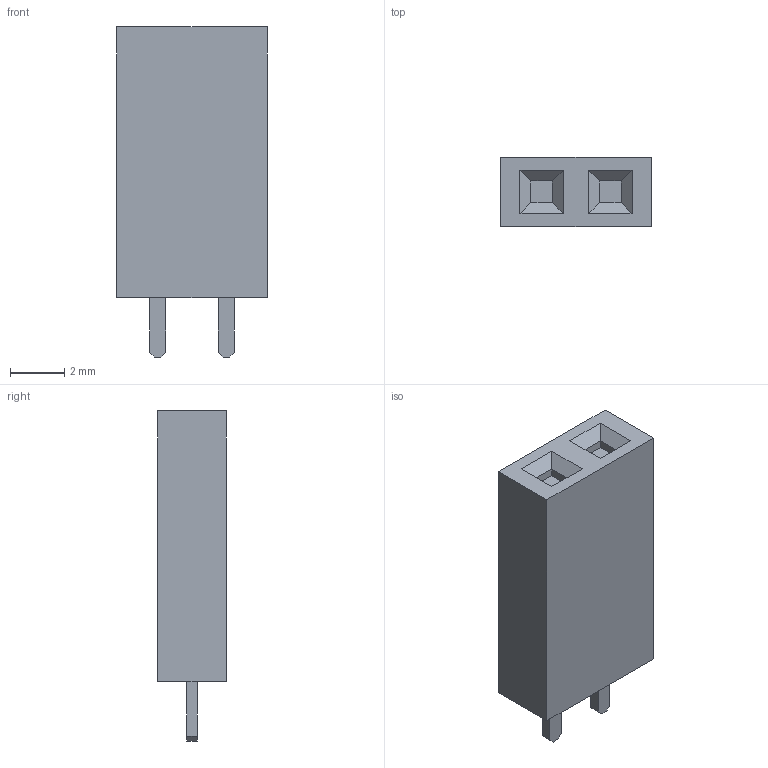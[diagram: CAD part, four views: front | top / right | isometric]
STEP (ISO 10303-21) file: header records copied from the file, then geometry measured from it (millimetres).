
FILE_DESCRIPTION (( 'STEP AP214' ), '1' );
FILE_NAME ('PBS-2.STEP', '2020-06-04T15:37:33', ( 'Elessar' ), ( '' ), 'SwSTEP 2.0', 'SolidWorks 2018', '' );
FILE_SCHEMA (( 'AUTOMOTIVE_DESIGN' ));
Length unit declared in the file: millimetre
Products named in the file (1): PBS-2
Bounding box: 5.58 x 2.54 x 12.2 mm (x, y, z)
Volume: 141.2 mm3; surface area: 202.8 mm2
Topology: 1 solids, 1 shells, 38 faces, 88 edges, 56 vertices
Faces by surface type: plane 38
Entity records: 1236 total; most frequent: CARTESIAN_POINT 183, ORIENTED_EDGE 176, DIRECTION 166, LINE 88, EDGE_CURVE 88, VECTOR 88, VERTEX_POINT 56, EDGE_LOOP 42
